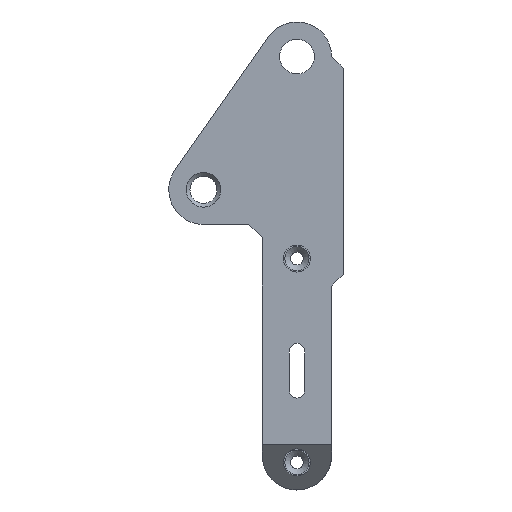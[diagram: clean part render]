
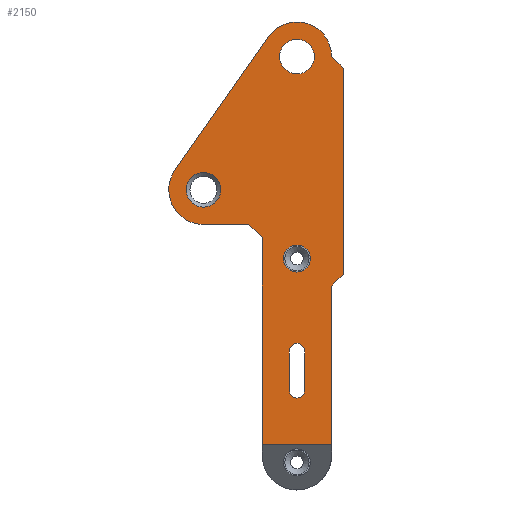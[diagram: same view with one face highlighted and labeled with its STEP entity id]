
A CAD part, left-side view. The second image highlights one B-rep face of the part: STEP entity #2150.
In plain terms, the highlighted planar face has unit normal (-1, 0, 0).
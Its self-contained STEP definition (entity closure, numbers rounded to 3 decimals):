
#26=FACE_BOUND('',#294,.T.);
#27=FACE_BOUND('',#295,.T.);
#28=FACE_BOUND('',#296,.T.);
#29=FACE_BOUND('',#297,.T.);
#69=PLANE('',#2306);
#162=FACE_OUTER_BOUND('',#293,.T.);
#293=EDGE_LOOP('',(#1539,#1540,#1541,#1542,#1543,#1544,#1545,#1546,#1547,
#1548,#1549));
#294=EDGE_LOOP('',(#1550));
#295=EDGE_LOOP('',(#1551,#1552,#1553,#1554));
#296=EDGE_LOOP('',(#1555));
#297=EDGE_LOOP('',(#1556));
#450=LINE('',#3202,#666);
#454=LINE('',#3214,#670);
#465=LINE('',#3237,#681);
#469=LINE('',#3245,#685);
#474=LINE('',#3255,#690);
#475=LINE('',#3256,#691);
#476=LINE('',#3260,#692);
#477=LINE('',#3264,#693);
#478=LINE('',#3265,#694);
#479=LINE('',#3272,#695);
#480=LINE('',#3275,#696);
#666=VECTOR('',#2551,10.);
#670=VECTOR('',#2563,10.);
#681=VECTOR('',#2576,10.);
#685=VECTOR('',#2582,10.);
#690=VECTOR('',#2589,10.);
#691=VECTOR('',#2590,10.);
#692=VECTOR('',#2593,10.);
#693=VECTOR('',#2596,10.);
#694=VECTOR('',#2597,10.);
#695=VECTOR('',#2602,10.);
#696=VECTOR('',#2605,10.);
#888=CIRCLE('',#2307,9.);
#889=CIRCLE('',#2308,9.);
#890=CIRCLE('',#2309,3.5);
#891=CIRCLE('',#2310,2.);
#892=CIRCLE('',#2311,2.);
#893=CIRCLE('',#2312,4.5);
#894=CIRCLE('',#2313,4.5);
#979=VERTEX_POINT('',#3199);
#980=VERTEX_POINT('',#3201);
#984=VERTEX_POINT('',#3213);
#994=VERTEX_POINT('',#3235);
#995=VERTEX_POINT('',#3236);
#998=VERTEX_POINT('',#3244);
#1002=VERTEX_POINT('',#3254);
#1003=VERTEX_POINT('',#3257);
#1004=VERTEX_POINT('',#3259);
#1005=VERTEX_POINT('',#3261);
#1006=VERTEX_POINT('',#3263);
#1007=VERTEX_POINT('',#3266);
#1008=VERTEX_POINT('',#3268);
#1009=VERTEX_POINT('',#3269);
#1010=VERTEX_POINT('',#3271);
#1011=VERTEX_POINT('',#3273);
#1012=VERTEX_POINT('',#3276);
#1013=VERTEX_POINT('',#3278);
#1187=EDGE_CURVE('',#980,#979,#450,.T.);
#1193=EDGE_CURVE('',#980,#984,#454,.T.);
#1204=EDGE_CURVE('',#994,#995,#465,.T.);
#1208=EDGE_CURVE('',#995,#998,#469,.T.);
#1213=EDGE_CURVE('',#1002,#979,#474,.T.);
#1214=EDGE_CURVE('',#998,#1002,#475,.T.);
#1215=EDGE_CURVE('',#1003,#994,#888,.T.);
#1216=EDGE_CURVE('',#1004,#1003,#476,.T.);
#1217=EDGE_CURVE('',#1005,#1004,#889,.T.);
#1218=EDGE_CURVE('',#1006,#1005,#477,.T.);
#1219=EDGE_CURVE('',#984,#1006,#478,.T.);
#1220=EDGE_CURVE('',#1007,#1007,#890,.T.);
#1221=EDGE_CURVE('',#1008,#1009,#891,.T.);
#1222=EDGE_CURVE('',#1009,#1010,#479,.T.);
#1223=EDGE_CURVE('',#1010,#1011,#892,.T.);
#1224=EDGE_CURVE('',#1011,#1008,#480,.T.);
#1225=EDGE_CURVE('',#1012,#1012,#893,.T.);
#1226=EDGE_CURVE('',#1013,#1013,#894,.T.);
#1539=ORIENTED_EDGE('',*,*,#1187,.T.);
#1540=ORIENTED_EDGE('',*,*,#1213,.F.);
#1541=ORIENTED_EDGE('',*,*,#1214,.F.);
#1542=ORIENTED_EDGE('',*,*,#1208,.F.);
#1543=ORIENTED_EDGE('',*,*,#1204,.F.);
#1544=ORIENTED_EDGE('',*,*,#1215,.F.);
#1545=ORIENTED_EDGE('',*,*,#1216,.F.);
#1546=ORIENTED_EDGE('',*,*,#1217,.F.);
#1547=ORIENTED_EDGE('',*,*,#1218,.F.);
#1548=ORIENTED_EDGE('',*,*,#1219,.F.);
#1549=ORIENTED_EDGE('',*,*,#1193,.F.);
#1550=ORIENTED_EDGE('',*,*,#1220,.T.);
#1551=ORIENTED_EDGE('',*,*,#1221,.T.);
#1552=ORIENTED_EDGE('',*,*,#1222,.T.);
#1553=ORIENTED_EDGE('',*,*,#1223,.T.);
#1554=ORIENTED_EDGE('',*,*,#1224,.T.);
#1555=ORIENTED_EDGE('',*,*,#1225,.T.);
#1556=ORIENTED_EDGE('',*,*,#1226,.T.);
#2150=ADVANCED_FACE('',(#162,#26,#27,#28,#29),#69,.F.);
#2306=AXIS2_PLACEMENT_3D('',#3253,#2587,#2588);
#2307=AXIS2_PLACEMENT_3D('',#3258,#2591,#2592);
#2308=AXIS2_PLACEMENT_3D('',#3262,#2594,#2595);
#2309=AXIS2_PLACEMENT_3D('',#3267,#2598,#2599);
#2310=AXIS2_PLACEMENT_3D('',#3270,#2600,#2601);
#2311=AXIS2_PLACEMENT_3D('',#3274,#2603,#2604);
#2312=AXIS2_PLACEMENT_3D('',#3277,#2606,#2607);
#2313=AXIS2_PLACEMENT_3D('',#3279,#2608,#2609);
#2551=DIRECTION('',(0.,-1.,0.));
#2563=DIRECTION('',(0.,0.,1.));
#2576=DIRECTION('',(0.,-0.707,-0.707));
#2582=DIRECTION('',(0.,0.,-1.));
#2587=DIRECTION('center_axis',(1.,0.,0.));
#2588=DIRECTION('ref_axis',(0.,0.,-1.));
#2589=DIRECTION('',(0.,0.,-1.));
#2590=DIRECTION('',(0.,0.707,-0.707));
#2591=DIRECTION('center_axis',(1.,0.,0.));
#2592=DIRECTION('ref_axis',(0.,0.818,0.575));
#2593=DIRECTION('',(0.,-0.575,0.818));
#2594=DIRECTION('center_axis',(1.,0.,0.));
#2595=DIRECTION('ref_axis',(0.,0.,-1.));
#2596=DIRECTION('',(0.,1.,0.));
#2597=DIRECTION('',(0.,0.707,0.707));
#2598=DIRECTION('center_axis',(1.,0.,0.));
#2599=DIRECTION('ref_axis',(0.,0.,1.));
#2600=DIRECTION('center_axis',(1.,0.,0.));
#2601=DIRECTION('ref_axis',(0.,-1.,0.));
#2602=DIRECTION('',(0.,0.,1.));
#2603=DIRECTION('center_axis',(1.,0.,0.));
#2604=DIRECTION('ref_axis',(0.,1.,0.));
#2605=DIRECTION('',(0.,0.,-1.));
#2606=DIRECTION('center_axis',(1.,0.,0.));
#2607=DIRECTION('ref_axis',(0.,-1.,0.));
#2608=DIRECTION('center_axis',(1.,0.,0.));
#2609=DIRECTION('ref_axis',(0.,-1.,0.));
#3199=CARTESIAN_POINT('',(0.,-9.,-100.748));
#3201=CARTESIAN_POINT('',(0.,9.,-100.748));
#3202=CARTESIAN_POINT('',(0.,4.5,-100.748));
#3213=CARTESIAN_POINT('',(0.,9.,-47.1));
#3214=CARTESIAN_POINT('',(0.,9.,-103.6));
#3235=CARTESIAN_POINT('',(0.,-9.,0.));
#3236=CARTESIAN_POINT('',(0.,-12.,-3.));
#3237=CARTESIAN_POINT('',(0.,-34.175,-25.175));
#3244=CARTESIAN_POINT('',(0.,-12.,-56.623));
#3245=CARTESIAN_POINT('',(0.,-12.,0.));
#3253=CARTESIAN_POINT('Origin',(0.,0.,-106.699));
#3254=CARTESIAN_POINT('',(0.,-9.,-59.623));
#3255=CARTESIAN_POINT('',(0.,-9.,0.));
#3256=CARTESIAN_POINT('',(0.,4.269,-72.892));
#3257=CARTESIAN_POINT('',(0.,7.365,5.173));
#3258=CARTESIAN_POINT('Origin',(0.,0.,0.));
#3259=CARTESIAN_POINT('',(0.,31.665,-29.427));
#3260=CARTESIAN_POINT('',(0.,31.665,-29.427));
#3261=CARTESIAN_POINT('',(0.,24.3,-43.6));
#3262=CARTESIAN_POINT('Origin',(0.,24.3,-34.6));
#3263=CARTESIAN_POINT('',(0.,12.5,-43.6));
#3264=CARTESIAN_POINT('',(0.,9.,-43.6));
#3265=CARTESIAN_POINT('',(0.,-7.275,-63.375));
#3266=CARTESIAN_POINT('',(0.,0.,-55.984));
#3267=CARTESIAN_POINT('Origin',(0.,0.,-52.484));
#3268=CARTESIAN_POINT('',(0.,-2.,-86.716));
#3269=CARTESIAN_POINT('',(0.,2.,-86.716));
#3270=CARTESIAN_POINT('Origin',(0.,0.,-86.716));
#3271=CARTESIAN_POINT('',(0.,2.,-76.484));
#3272=CARTESIAN_POINT('',(0.,2.,-91.591));
#3273=CARTESIAN_POINT('',(0.,-2.,-76.484));
#3274=CARTESIAN_POINT('Origin',(0.,0.,-76.484));
#3275=CARTESIAN_POINT('',(0.,-2.,-96.708));
#3276=CARTESIAN_POINT('',(0.,28.8,-34.6));
#3277=CARTESIAN_POINT('Origin',(0.,24.3,-34.6));
#3278=CARTESIAN_POINT('',(0.,4.5,0.));
#3279=CARTESIAN_POINT('Origin',(0.,0.,0.));
